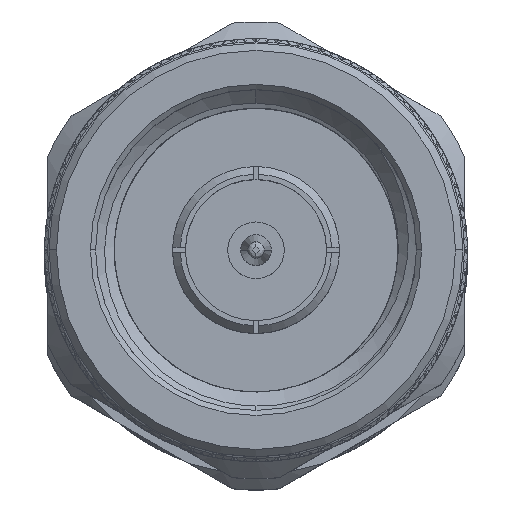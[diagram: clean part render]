
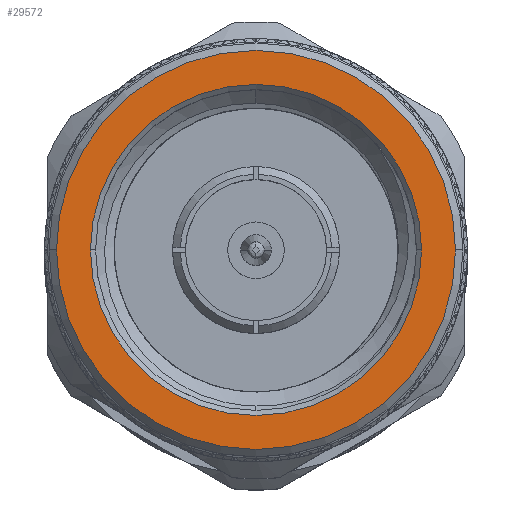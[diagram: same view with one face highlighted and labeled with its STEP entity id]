
A CAD part, top view. The second image highlights one B-rep face of the part: STEP entity #29572.
In plain terms, the highlighted face is planar.
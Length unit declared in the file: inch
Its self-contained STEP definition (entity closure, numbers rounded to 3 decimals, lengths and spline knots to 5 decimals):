
#2026 = AXIS2_PLACEMENT_3D ( 'NONE', #55463, #65424, #49601 ) ;
#3432 = CARTESIAN_POINT ( 'NONE',  ( 0., 0., 0. ) ) ;
#6171 = CARTESIAN_POINT ( 'NONE',  ( 0., 0., 0. ) ) ;
#7953 = FACE_OUTER_BOUND ( 'NONE', #24260, .T. ) ;
#8933 = EDGE_CURVE ( 'NONE', #21645, #23272, #63021, .T. ) ;
#9060 = CARTESIAN_POINT ( 'NONE',  ( 0., 0., -0.38863 ) ) ;
#9698 = EDGE_CURVE ( 'NONE', #23272, #21645, #54873, .T. ) ;
#12806 = EDGE_CURVE ( 'NONE', #41252, #45283, #71384, .T. ) ;
#13136 = ORIENTED_EDGE ( 'NONE', *, *, #9698, .F. ) ;
#16022 = EDGE_LOOP ( 'NONE', ( #58131, #51251 ) ) ;
#17836 = ORIENTED_EDGE ( 'NONE', *, *, #8933, .F. ) ;
#19642 = AXIS2_PLACEMENT_3D ( 'NONE', #40806, #25022, #20238 ) ;
#20238 = DIRECTION ( 'NONE',  ( 0., 0., -1. ) ) ;
#21645 = VERTEX_POINT ( 'NONE', #9060 ) ;
#23272 = VERTEX_POINT ( 'NONE', #59112 ) ;
#24260 = EDGE_LOOP ( 'NONE', ( #17836, #13136 ) ) ;
#24513 = CARTESIAN_POINT ( 'NONE',  ( 0., 0., 0.3225 ) ) ;
#25022 = DIRECTION ( 'NONE',  ( 1., 0., 0. ) ) ;
#25909 = DIRECTION ( 'NONE',  ( -1., 0., 0. ) ) ;
#29572 = ADVANCED_FACE ( 'NONE', ( #7953, #36569 ), #30323, .T. ) ;
#30323 = PLANE ( 'NONE',  #41888 ) ;
#30694 = DIRECTION ( 'NONE',  ( 0., 0., 1. ) ) ;
#35044 = CARTESIAN_POINT ( 'NONE',  ( 0., 0., -0.3225 ) ) ;
#36211 = CARTESIAN_POINT ( 'NONE',  ( 0., 0., 0. ) ) ;
#36569 = FACE_BOUND ( 'NONE', #16022, .T. ) ;
#37188 = DIRECTION ( 'NONE',  ( 1., 0., 0. ) ) ;
#39201 = DIRECTION ( 'NONE',  ( 0., 0., 1. ) ) ;
#40806 = CARTESIAN_POINT ( 'NONE',  ( 0., 0., 0. ) ) ;
#41252 = VERTEX_POINT ( 'NONE', #24513 ) ;
#41888 = AXIS2_PLACEMENT_3D ( 'NONE', #36211, #25909, #30694 ) ;
#45283 = VERTEX_POINT ( 'NONE', #35044 ) ;
#46207 = AXIS2_PLACEMENT_3D ( 'NONE', #3432, #37188, #48223 ) ;
#48223 = DIRECTION ( 'NONE',  ( 0., 0., 1. ) ) ;
#49601 = DIRECTION ( 'NONE',  ( 0., 0., -1. ) ) ;
#51251 = ORIENTED_EDGE ( 'NONE', *, *, #51732, .T. ) ;
#51386 = AXIS2_PLACEMENT_3D ( 'NONE', #6171, #62375, #39201 ) ;
#51732 = EDGE_CURVE ( 'NONE', #45283, #41252, #68530, .T. ) ;
#54873 = CIRCLE ( 'NONE', #19642, 0.38863 ) ;
#55463 = CARTESIAN_POINT ( 'NONE',  ( 0., 0., 0. ) ) ;
#58131 = ORIENTED_EDGE ( 'NONE', *, *, #12806, .T. ) ;
#59112 = CARTESIAN_POINT ( 'NONE',  ( 0., 0., 0.38863 ) ) ;
#62375 = DIRECTION ( 'NONE',  ( 1., 0., 0. ) ) ;
#63021 = CIRCLE ( 'NONE', #2026, 0.38863 ) ;
#65424 = DIRECTION ( 'NONE',  ( 1., 0., 0. ) ) ;
#68530 = CIRCLE ( 'NONE', #46207, 0.3225 ) ;
#71384 = CIRCLE ( 'NONE', #51386, 0.3225 ) ;
